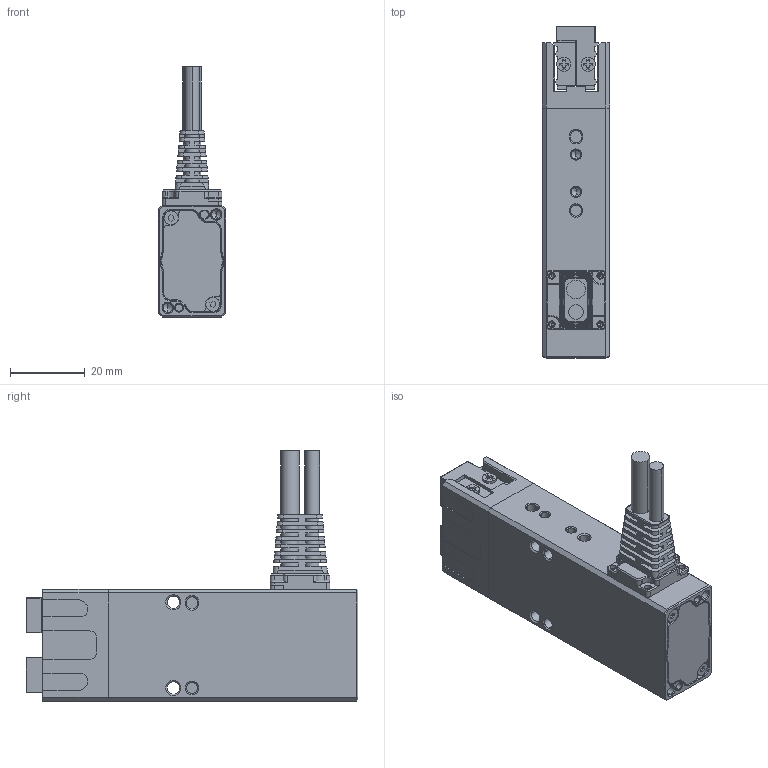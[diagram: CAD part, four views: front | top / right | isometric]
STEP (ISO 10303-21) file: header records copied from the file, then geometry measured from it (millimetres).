
FILE_DESCRIPTION (( 'STEP AP214' ), '1' );
FILE_NAME ('PGE15-10耜窒堤盄.STEP', '2021-09-23T02:54:27', ( '' ), ( '' ), 'SwSTEP 2.0', 'SolidWorks 2016', '' );
FILE_SCHEMA (( 'AUTOMOTIVE_DESIGN' ));
Length unit declared in the file: millimetre
Products named in the file (6): 忒硌; M2x4情芛蹟佪; M2-3晦す芛; U倛詩羞-CRVS; PGE15-10耜窒堤盄; 耜窒堤盄shell
Assembly tree (10 placements, depth 2):
  PGE15-10耜窒堤盄
    U倛詩羞-CRVS
    忒硌  x2
    耜窒堤盄shell
    M2x4情芛蹟佪  x2
    M2-3晦す芛  x4
Bounding box: 18 x 89 x 67.1 mm (x, y, z)
Volume: 44586.1 mm3; surface area: 19667.8 mm2
Topology: 14 solids, 14 shells, 1133 faces, 2865 edges, 1786 vertices
Faces by surface type: plane 549, cylinder 362, cone 194, bspline 20, torus 8
Entity records: 39076 total; most frequent: CARTESIAN_POINT 6560, DIRECTION 4878, ORIENTED_EDGE 4804, EDGE_CURVE 2402, AXIS2_PLACEMENT_3D 1671, VECTOR 1536, LINE 1536, VERTEX_POINT 1512
